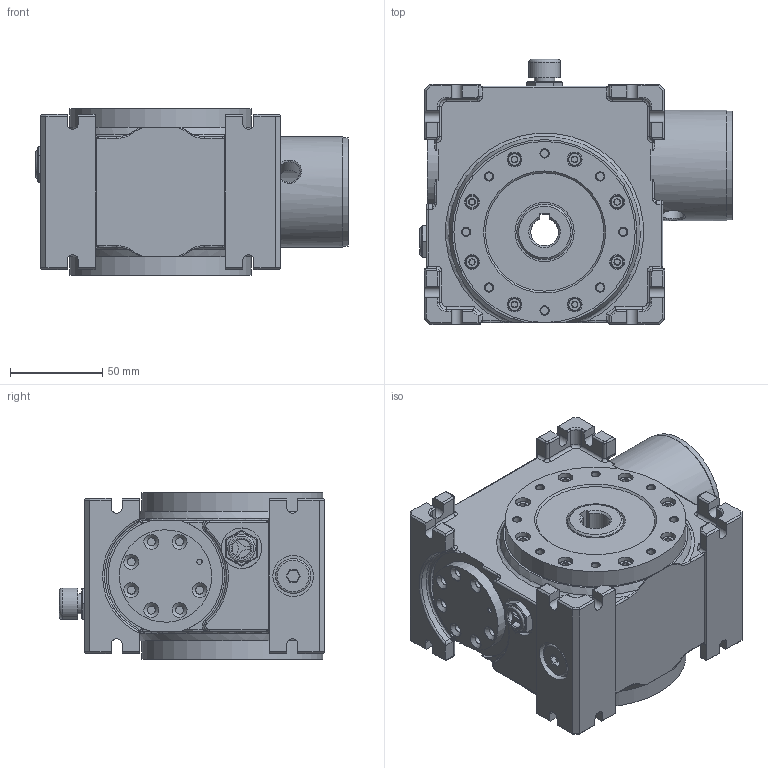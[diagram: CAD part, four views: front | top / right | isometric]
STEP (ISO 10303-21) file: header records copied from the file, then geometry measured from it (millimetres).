
FILE_DESCRIPTION( ( 'Unknown' ), '1' );
FILE_NAME( 'SGA36-1.stp', 'Unknown', ( 'Unknown' ), ( 'Unknown' ), 'PSStep 13.0', 'Unknown', ' ' );
FILE_SCHEMA( ( 'AUTOMOTIVE_DESIGN { 1 0 10303 214 1 1 1 1 }' ) );
Length unit declared in the file: millimetre
Products named in the file (1): Gehaeuse
Bounding box: 169 x 143.5 x 90 mm (x, y, z)
Volume: 1271414.5 mm3; surface area: 126649.7 mm2
Topology: 1 solids, 19 shells, 1113 faces, 2614 edges, 1643 vertices
Faces by surface type: plane 514, cylinder 292, cone 161, torus 92, bspline 50, extrusion 4
Full cylindrical faces by diameter (mm): 3.3 x8, 4 x17, 4.2 x16, 4.3 x8, 4.5 x24, 7 x16, 8 x31, 10 x1, 11 x1, 12 x1, 17 x4, 19 x4, 22 x4, 27 x1, 30 x2, 32 x2, 35 x1, 50 x1, 59 x1, 60 x1, 98 x2
Entity records: 53753 total; most frequent: CARTESIAN_POINT 20752, DIRECTION 5015, ORIENTED_EDGE 4592, EDGE_CURVE 2296, AXIS2_PLACEMENT_3D 1918, VERTEX_POINT 1575, EDGE_LOOP 1501, FACE_OUTER_BOUND 1287
